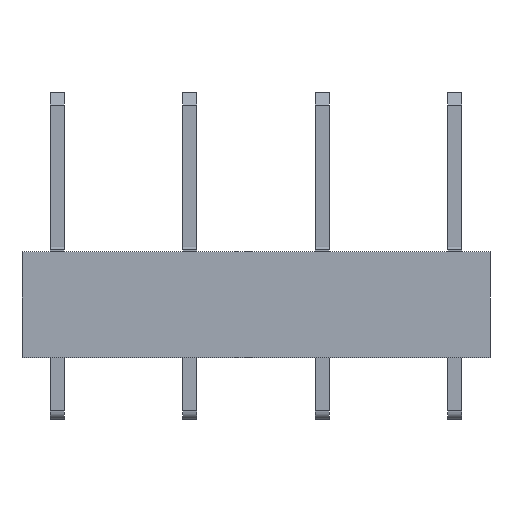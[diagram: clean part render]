
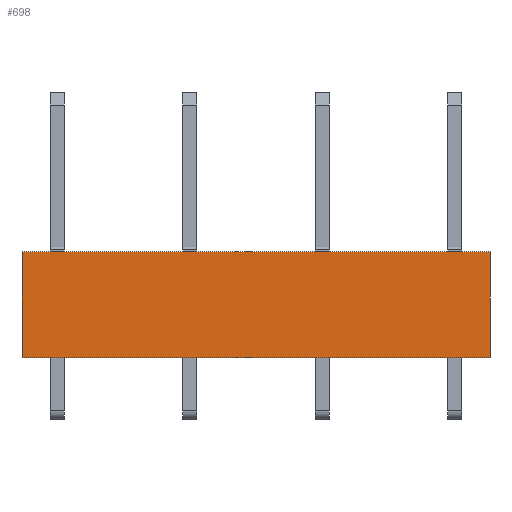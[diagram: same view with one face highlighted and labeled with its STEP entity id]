
A CAD part, front view. The second image highlights one B-rep face of the part: STEP entity #698.
In plain terms, the highlighted planar face has unit normal (0, -1, 0).
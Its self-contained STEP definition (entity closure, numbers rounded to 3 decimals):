
#680=AXIS2_PLACEMENT_3D('Plane Axis2P3D',#677,#678,#679) ;
#40=CARTESIAN_POINT('Vertex',(26.5,0.,9.5)) ;
#56=CARTESIAN_POINT('Vertex',(0.,0.,9.5)) ;
#59=CARTESIAN_POINT('Line Origine',(13.25,0.,9.5)) ;
#383=CARTESIAN_POINT('Vertex',(26.5,0.,3.5)) ;
#386=CARTESIAN_POINT('Line Origine',(13.25,0.,3.5)) ;
#390=CARTESIAN_POINT('Vertex',(0.,0.,3.5)) ;
#677=CARTESIAN_POINT('Axis2P3D Location',(0.,0.,9.5)) ;
#682=CARTESIAN_POINT('Line Origine',(26.5,0.,6.5)) ;
#687=CARTESIAN_POINT('Line Origine',(0.,0.,6.5)) ;
#60=DIRECTION('Vector Direction',(1.,0.,0.)) ;
#387=DIRECTION('Vector Direction',(1.,0.,0.)) ;
#678=DIRECTION('Axis2P3D Direction',(0.,-1.,0.)) ;
#679=DIRECTION('Axis2P3D XDirection',(0.,0.,-1.)) ;
#683=DIRECTION('Vector Direction',(0.,0.,-1.)) ;
#688=DIRECTION('Vector Direction',(0.,0.,-1.)) ;
#61=VECTOR('Line Direction',#60,1.) ;
#388=VECTOR('Line Direction',#387,1.) ;
#684=VECTOR('Line Direction',#683,1.) ;
#689=VECTOR('Line Direction',#688,1.) ;
#693=ORIENTED_EDGE('',*,*,#686,.T.) ;
#694=ORIENTED_EDGE('',*,*,#63,.F.) ;
#695=ORIENTED_EDGE('',*,*,#691,.F.) ;
#696=ORIENTED_EDGE('',*,*,#392,.T.) ;
#698=ADVANCED_FACE('Housing',(#697),#681,.T.) ;
#63=EDGE_CURVE('',#57,#41,#62,.T.) ;
#392=EDGE_CURVE('',#391,#384,#389,.T.) ;
#686=EDGE_CURVE('',#384,#41,#685,.F.) ;
#691=EDGE_CURVE('',#391,#57,#690,.F.) ;
#692=EDGE_LOOP('',(#693,#694,#695,#696)) ;
#697=FACE_OUTER_BOUND('',#692,.T.) ;
#62=LINE('Line',#59,#61) ;
#389=LINE('Line',#386,#388) ;
#685=LINE('Line',#682,#684) ;
#690=LINE('Line',#687,#689) ;
#681=PLANE('',#680) ;
#41=VERTEX_POINT('',#40) ;
#57=VERTEX_POINT('',#56) ;
#384=VERTEX_POINT('',#383) ;
#391=VERTEX_POINT('',#390) ;
